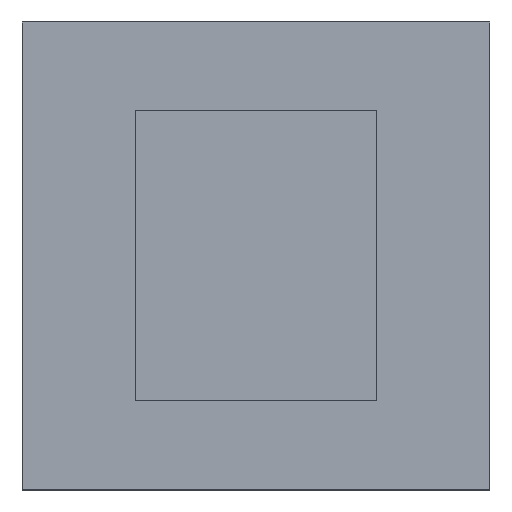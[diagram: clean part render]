
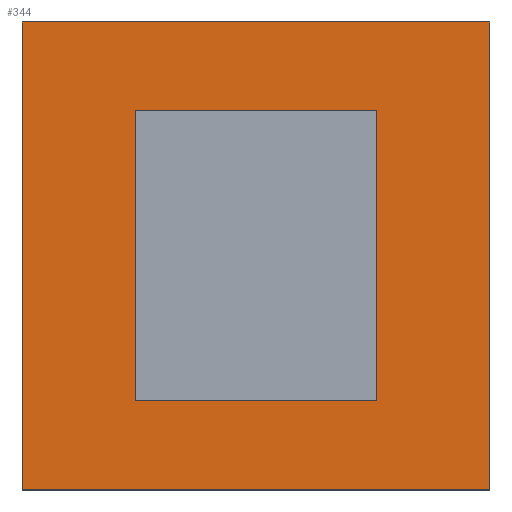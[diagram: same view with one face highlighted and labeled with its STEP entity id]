
A CAD part, top view. The second image highlights one B-rep face of the part: STEP entity #344.
In plain terms, the highlighted planar face has unit normal (0, 0, 1).
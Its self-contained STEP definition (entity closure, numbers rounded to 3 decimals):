
#215 = VERTEX_POINT('',#216);
#216 = CARTESIAN_POINT('',(0.,0.,5.));
#231 = VERTEX_POINT('',#232);
#232 = CARTESIAN_POINT('',(0.,5.8,5.));
#238 = EDGE_CURVE('',#215,#231,#239,.T.);
#239 = LINE('',#240,#241);
#240 = CARTESIAN_POINT('',(0.,0.,5.));
#241 = VECTOR('',#242,1.);
#242 = DIRECTION('',(-0.,1.,0.));
#255 = VERTEX_POINT('',#256);
#256 = CARTESIAN_POINT('',(5.8,0.,5.));
#271 = VERTEX_POINT('',#272);
#272 = CARTESIAN_POINT('',(5.8,5.8,5.));
#278 = EDGE_CURVE('',#255,#271,#279,.T.);
#279 = LINE('',#280,#281);
#280 = CARTESIAN_POINT('',(5.8,0.,5.));
#281 = VECTOR('',#282,1.);
#282 = DIRECTION('',(-0.,1.,0.));
#299 = EDGE_CURVE('',#215,#255,#300,.T.);
#300 = LINE('',#301,#302);
#301 = CARTESIAN_POINT('',(0.,0.,5.));
#302 = VECTOR('',#303,1.);
#303 = DIRECTION('',(1.,0.,-0.));
#321 = EDGE_CURVE('',#231,#271,#322,.T.);
#322 = LINE('',#323,#324);
#323 = CARTESIAN_POINT('',(0.,5.8,5.));
#324 = VECTOR('',#325,1.);
#325 = DIRECTION('',(1.,0.,-0.));
#344 = ADVANCED_FACE('',(#345),#351,.T.);
#345 = FACE_BOUND('',#346,.T.);
#346 = EDGE_LOOP('',(#347,#348,#349,#350));
#347 = ORIENTED_EDGE('',*,*,#238,.F.);
#348 = ORIENTED_EDGE('',*,*,#299,.T.);
#349 = ORIENTED_EDGE('',*,*,#278,.T.);
#350 = ORIENTED_EDGE('',*,*,#321,.F.);
#351 = PLANE('',#352);
#352 = AXIS2_PLACEMENT_3D('',#353,#354,#355);
#353 = CARTESIAN_POINT('',(0.,0.,5.));
#354 = DIRECTION('',(0.,0.,1.));
#355 = DIRECTION('',(1.,0.,-0.));
